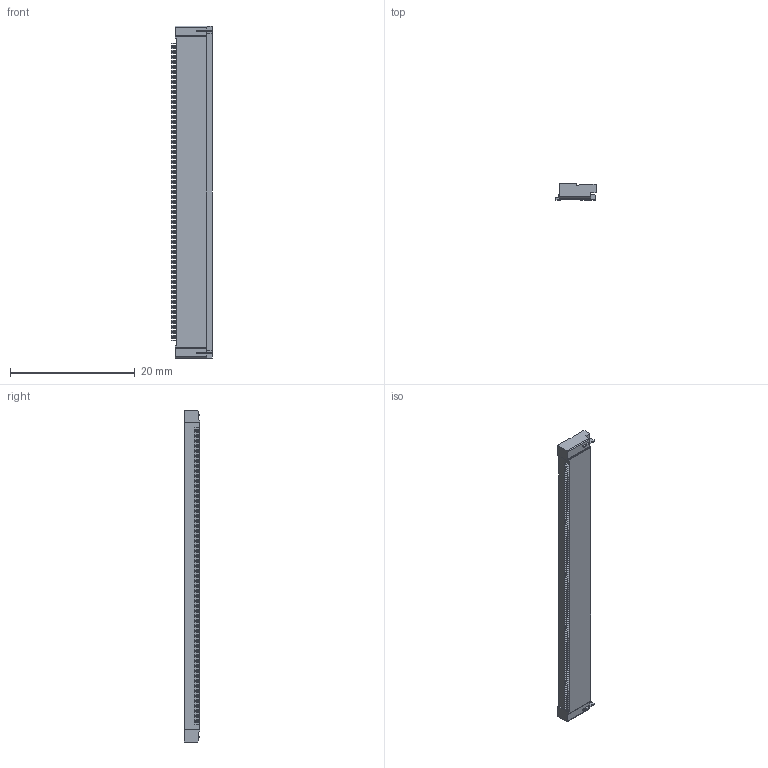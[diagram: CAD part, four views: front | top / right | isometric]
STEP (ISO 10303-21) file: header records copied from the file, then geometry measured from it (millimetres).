
FILE_DESCRIPTION(('CoCreate Modeling STEP Export'),'2;1');
FILE_NAME('FPC0.4-5-120Pin.stp','2024-10-26T12:01:45',(''),(''),'CoCreate Modeling STEP processor for AP214 (Solid Model)','CoCreate Modeling 17.0 01-Apr-2010 (C) Parametric Technology GmbH','');
FILE_SCHEMA(('AUTOMOTIVE_DESIGN { 1 0 10303 214 1 1 1 1 }'));
Length unit declared in the file: millimetre
Products named in the file (2): FPC0.4-5-120Pin
Assembly tree (1 placements, depth 2):
  FPC0.4-5-120Pin
    FPC0.4-5-120Pin
Bounding box: 6.45 x 2.52 x 53.2 mm (x, y, z)
Volume: 611.7 mm3; surface area: 1381.3 mm2
Topology: 1 solids, 1 shells, 1889 faces, 5298 edges, 3532 vertices
Faces by surface type: plane 1143, cylinder 746
Entity records: 60948 total; most frequent: CARTESIAN_POINT 10698, ORIENTED_EDGE 10596, DIRECTION 10540, EDGE_CURVE 5298, VECTOR 3792, LINE 3792, VERTEX_POINT 3532, AXIS2_PLACEMENT_3D 3374
